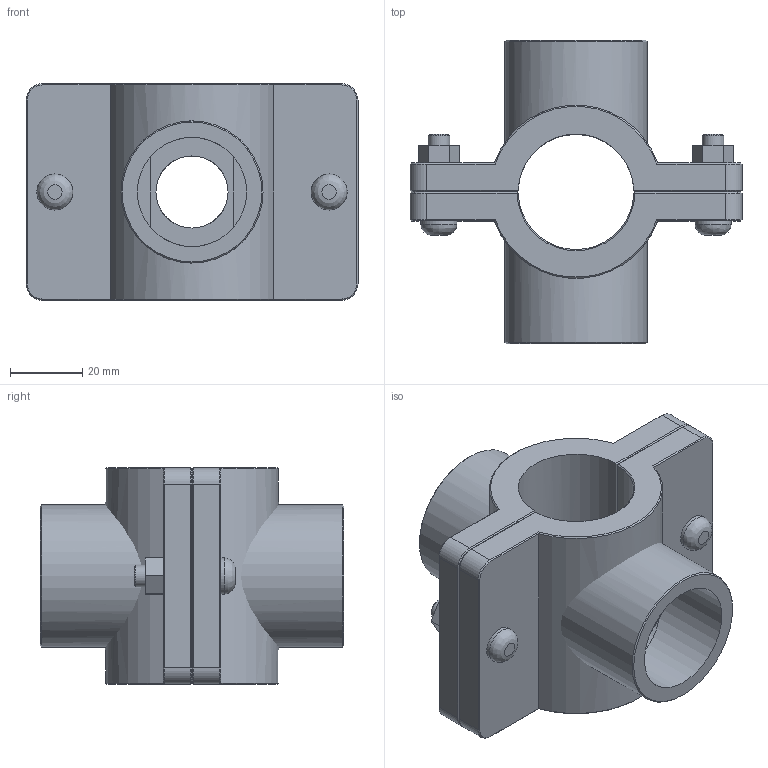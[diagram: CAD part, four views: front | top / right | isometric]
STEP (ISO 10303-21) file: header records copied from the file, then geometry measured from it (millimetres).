
FILE_DESCRIPTION(/* description */ ('PLASSON DOUBLE SADDLE 32-1"'),/* implementation_level */ '2;1');
FILE_NAME(/* name */ '161760032010_161860032010.ipt.stp',/* time_stamp */ '2017-06-18T09:26:21+03:00',/* author */ ('KIM'),/* organization */ (''),/* preprocessor_version */ 'ST-DEVELOPER v15.6',/* originating_system */ 'Autodesk Inventor 2015',/* authorisation */ '');
FILE_SCHEMA (('CONFIG_CONTROL_DESIGN','AUTOMOTIVE_DESIGN { 1 0 10303 214 3 1 1 }'));
Length unit declared in the file: millimetre
Products named in the file (1): 161760032010_161860032010
Bounding box: 92 x 84 x 60 mm (x, y, z)
Volume: 134234.4 mm3; surface area: 48056.4 mm2
Topology: 2 solids, 2 shells, 127 faces, 293 edges, 182 vertices
Faces by surface type: plane 68, cylinder 30, cone 27, bspline 2
Full cylindrical faces by diameter (mm): 6 x2, 10 x4, 20 x4, 30.291 x2, 34.56 x1, 39.378 x1
Entity records: 3871 total; most frequent: CARTESIAN_POINT 1047, DIRECTION 578, ORIENTED_EDGE 546, EDGE_CURVE 273, AXIS2_PLACEMENT_3D 211, VERTEX_POINT 180, EDGE_LOOP 169, LINE 156
